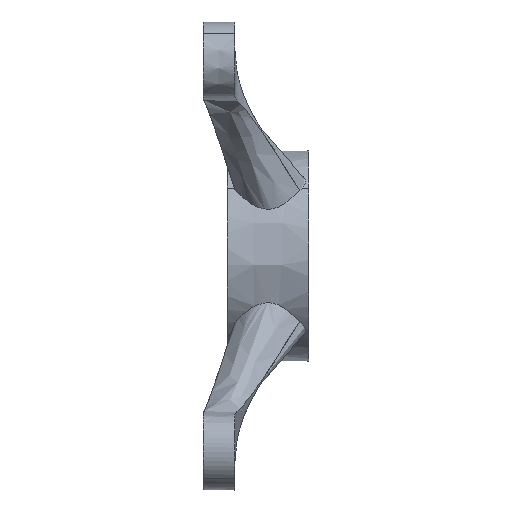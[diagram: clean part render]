
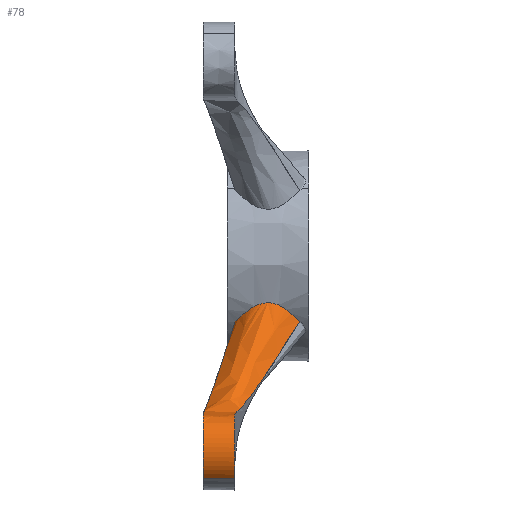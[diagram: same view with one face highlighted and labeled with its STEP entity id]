
A CAD part, front view. The second image highlights one B-rep face of the part: STEP entity #78.
In plain terms, the highlighted free-form (B-spline) face has degree [3, 3] with [8, 5] control points.
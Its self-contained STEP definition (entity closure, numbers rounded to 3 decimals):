
#78=ADVANCED_FACE('',(#138),#1076,.T.);
#138=FACE_OUTER_BOUND('',#220,.T.);
#220=EDGE_LOOP('',(#424,#425,#426,#427,#428));
#424=ORIENTED_EDGE('',*,*,#673,.T.);
#425=ORIENTED_EDGE('',*,*,#670,.F.);
#426=ORIENTED_EDGE('',*,*,#676,.F.);
#427=ORIENTED_EDGE('',*,*,#675,.T.);
#428=ORIENTED_EDGE('',*,*,#674,.F.);
#670=EDGE_CURVE('',#1023,#1017,#797,.T.);
#673=EDGE_CURVE('',#1018,#1017,#800,.T.);
#674=EDGE_CURVE('',#1018,#1021,#801,.T.);
#675=EDGE_CURVE('',#1020,#1021,#802,.T.);
#676=EDGE_CURVE('',#1020,#1023,#803,.T.);
#797=B_SPLINE_CURVE_WITH_KNOTS('',3,(#2820,#2821,#2822,#2823,#2824,#2825,
#2826,#2827),.UNSPECIFIED.,.F.,.F.,(4,1,3,4),(0.,15.523,31.047,
31.049),.UNSPECIFIED.);
#800=B_SPLINE_CURVE_WITH_KNOTS('',3,(#2849,#2850,#2851,#2852,#2853,#2854,
#2855,#2856,#2857,#2858,#2859,#2860,#2861,#2862,#2863,#2864,#2865,#2866,
#2867,#2868,#2869,#2870,#2871,#2872,#2873,#2874,#2875,#2876),
 .UNSPECIFIED.,.F.,.F.,(4,2,2,2,3,3,2,3,2,2,3,4),(0.,1.361,
2.719,4.08,5.443,7.276,8.592,
9.899,11.29,12.682,15.452,15.593),
 .UNSPECIFIED.);
#801=B_SPLINE_CURVE_WITH_KNOTS('',3,(#2877,#2878,#2879,#2880),
 .UNSPECIFIED.,.F.,.F.,(4,4),(-31.047,-26.881),
 .UNSPECIFIED.);
#802=B_SPLINE_CURVE_WITH_KNOTS('',3,(#2881,#2882,#2883,#2884,#2885),
 .UNSPECIFIED.,.F.,.F.,(4,1,4),(0.,15.523,26.881),
 .UNSPECIFIED.);
#803=B_SPLINE_CURVE_WITH_KNOTS('',3,(#2886,#2887,#2888,#2889,#2890),
 .UNSPECIFIED.,.F.,.F.,(4,1,4),(0.,7.057,14.991),
 .UNSPECIFIED.);
#1017=VERTEX_POINT('',#2412);
#1018=VERTEX_POINT('',#2413);
#1020=VERTEX_POINT('',#2415);
#1021=VERTEX_POINT('',#2416);
#1023=VERTEX_POINT('',#2418);
#1076=B_SPLINE_SURFACE_WITH_KNOTS('',3,3,((#1539,#1540,#1541,#1542,#1543),
(#1544,#1545,#1546,#1547,#1548),(#1549,#1550,#1551,#1552,#1553),(#1554,
#1555,#1556,#1557,#1558),(#1559,#1560,#1561,#1562,#1563),(#1564,#1565,#1566,
#1567,#1568),(#1569,#1570,#1571,#1572,#1573),(#1574,#1575,#1576,#1577,#1578)),
 .UNSPECIFIED.,.F.,.F.,.F.,(4,1,3,4),(4,1,4),(0.,15.523,31.047,
31.663),(0.,7.057,14.991),.UNSPECIFIED.);
#1539=CARTESIAN_POINT('',(341.838,202.122,30.822));
#1540=CARTESIAN_POINT('',(340.779,202.116,30.816));
#1541=CARTESIAN_POINT('',(338.67,202.116,30.816));
#1542=CARTESIAN_POINT('',(336.761,202.144,30.844));
#1543=CARTESIAN_POINT('',(335.838,202.167,30.867));
#1544=CARTESIAN_POINT('',(341.876,198.358,34.493));
#1545=CARTESIAN_POINT('',(340.934,198.265,34.551));
#1546=CARTESIAN_POINT('',(338.952,198.165,34.624));
#1547=CARTESIAN_POINT('',(336.904,198.274,34.587));
#1548=CARTESIAN_POINT('',(335.83,198.392,34.536));
#1549=CARTESIAN_POINT('',(341.646,200.912,47.36));
#1550=CARTESIAN_POINT('',(340.001,201.336,47.033));
#1551=CARTESIAN_POINT('',(337.257,201.835,46.669));
#1552=CARTESIAN_POINT('',(336.045,201.46,47.02));
#1553=CARTESIAN_POINT('',(335.874,201.009,47.413));
#1554=CARTESIAN_POINT('',(342.182,217.127,41.096));
#1555=CARTESIAN_POINT('',(342.178,216.346,41.667));
#1556=CARTESIAN_POINT('',(341.212,215.447,42.323));
#1557=CARTESIAN_POINT('',(338.048,216.201,41.769));
#1558=CARTESIAN_POINT('',(335.772,217.077,41.126));
#1559=CARTESIAN_POINT('',(354.171,228.757,60.612));
#1560=CARTESIAN_POINT('',(352.307,227.309,62.819));
#1561=CARTESIAN_POINT('',(348.328,225.664,65.327));
#1562=CARTESIAN_POINT('',(344.092,227.134,63.084));
#1563=CARTESIAN_POINT('',(341.838,228.809,60.529));
#1564=CARTESIAN_POINT('',(354.647,229.219,61.386));
#1565=CARTESIAN_POINT('',(352.709,227.744,63.658));
#1566=CARTESIAN_POINT('',(348.611,226.069,66.239));
#1567=CARTESIAN_POINT('',(344.332,227.568,63.93));
#1568=CARTESIAN_POINT('',(342.078,229.274,61.299));
#1569=CARTESIAN_POINT('',(355.123,229.68,62.16));
#1570=CARTESIAN_POINT('',(353.111,228.179,64.498));
#1571=CARTESIAN_POINT('',(348.893,226.475,67.152));
#1572=CARTESIAN_POINT('',(344.572,228.001,64.776));
#1573=CARTESIAN_POINT('',(342.319,229.74,62.069));
#1574=CARTESIAN_POINT('',(355.599,230.142,62.935));
#1575=CARTESIAN_POINT('',(353.513,228.614,65.337));
#1576=CARTESIAN_POINT('',(349.176,226.88,68.065));
#1577=CARTESIAN_POINT('',(344.812,228.435,65.621));
#1578=CARTESIAN_POINT('',(342.56,230.206,62.839));
#2412=CARTESIAN_POINT('',(341.841,228.815,60.539));
#2413=CARTESIAN_POINT('',(354.171,228.757,60.612));
#2415=CARTESIAN_POINT('',(341.838,202.122,30.822));
#2416=CARTESIAN_POINT('',(346.828,220.152,49.262));
#2418=CARTESIAN_POINT('',(335.838,202.167,30.867));
#2820=CARTESIAN_POINT('',(335.838,202.167,30.867));
#2821=CARTESIAN_POINT('',(335.83,198.392,34.536));
#2822=CARTESIAN_POINT('',(335.874,201.009,47.413));
#2823=CARTESIAN_POINT('',(335.772,217.077,41.126));
#2824=CARTESIAN_POINT('',(341.838,228.809,60.529));
#2825=CARTESIAN_POINT('',(341.839,228.811,60.533));
#2826=CARTESIAN_POINT('',(341.84,228.813,60.536));
#2827=CARTESIAN_POINT('',(341.841,228.815,60.539));
#2849=CARTESIAN_POINT('',(354.171,228.757,60.612));
#2850=CARTESIAN_POINT('',(353.891,228.536,60.889));
#2851=CARTESIAN_POINT('',(353.605,228.324,61.17));
#2852=CARTESIAN_POINT('',(353.017,227.925,61.728));
#2853=CARTESIAN_POINT('',(352.712,227.735,62.008));
#2854=CARTESIAN_POINT('',(352.078,227.388,62.549));
#2855=CARTESIAN_POINT('',(351.742,227.226,62.815));
#2856=CARTESIAN_POINT('',(351.035,226.943,63.304));
#2857=CARTESIAN_POINT('',(350.657,226.818,63.532));
#2858=CARTESIAN_POINT('',(350.255,226.719,63.718));
#2859=CARTESIAN_POINT('',(349.712,226.586,63.969));
#2860=CARTESIAN_POINT('',(349.138,226.502,64.139));
#2861=CARTESIAN_POINT('',(348.525,226.479,64.186));
#2862=CARTESIAN_POINT('',(348.087,226.462,64.22));
#2863=CARTESIAN_POINT('',(347.654,226.477,64.19));
#2864=CARTESIAN_POINT('',(346.8,226.563,64.019));
#2865=CARTESIAN_POINT('',(346.39,226.632,63.881));
#2866=CARTESIAN_POINT('',(345.999,226.723,63.711));
#2867=CARTESIAN_POINT('',(345.585,226.819,63.531));
#2868=CARTESIAN_POINT('',(345.19,226.938,63.312));
#2869=CARTESIAN_POINT('',(344.447,227.212,62.839));
#2870=CARTESIAN_POINT('',(344.092,227.368,62.58));
#2871=CARTESIAN_POINT('',(343.089,227.879,61.782));
#2872=CARTESIAN_POINT('',(342.476,228.288,61.201));
#2873=CARTESIAN_POINT('',(341.925,228.744,60.628));
#2874=CARTESIAN_POINT('',(341.897,228.768,60.598));
#2875=CARTESIAN_POINT('',(341.869,228.791,60.569));
#2876=CARTESIAN_POINT('',(341.841,228.815,60.539));
#2877=CARTESIAN_POINT('',(354.171,228.757,60.612));
#2878=CARTESIAN_POINT('',(350.954,225.636,55.374));
#2879=CARTESIAN_POINT('',(348.58,222.768,51.768));
#2880=CARTESIAN_POINT('',(346.828,220.152,49.262));
#2881=CARTESIAN_POINT('',(341.838,202.122,30.822));
#2882=CARTESIAN_POINT('',(341.876,198.358,34.493));
#2883=CARTESIAN_POINT('',(341.677,200.569,45.633));
#2884=CARTESIAN_POINT('',(342.052,213.021,42.433));
#2885=CARTESIAN_POINT('',(346.828,220.152,49.262));
#2886=CARTESIAN_POINT('',(341.838,202.122,30.822));
#2887=CARTESIAN_POINT('',(340.779,202.116,30.816));
#2888=CARTESIAN_POINT('',(338.67,202.116,30.816));
#2889=CARTESIAN_POINT('',(336.761,202.144,30.844));
#2890=CARTESIAN_POINT('',(335.838,202.167,30.867));
